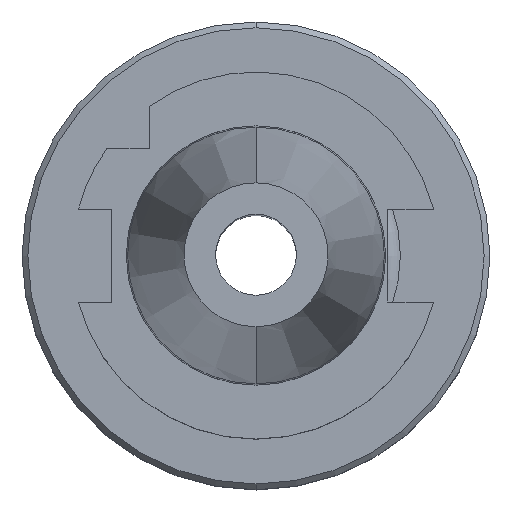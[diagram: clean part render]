
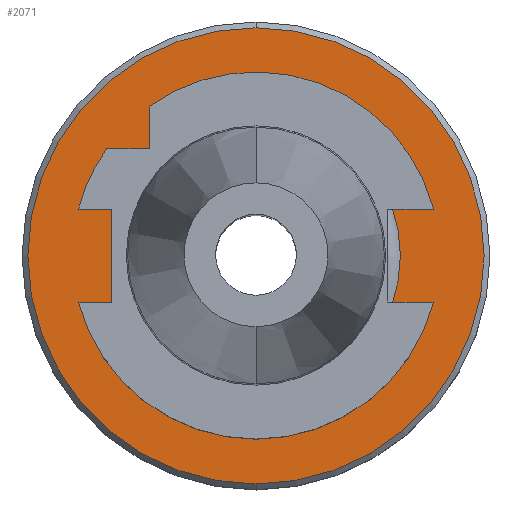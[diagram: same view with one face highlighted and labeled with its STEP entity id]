
A CAD part, top view. The second image highlights one B-rep face of the part: STEP entity #2071.
In plain terms, the highlighted planar face has unit normal (0, 0, 1).
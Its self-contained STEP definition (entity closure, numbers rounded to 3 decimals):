
#997=CARTESIAN_POINT('',(0.,0.,-39.));
#998=DIRECTION('',(0.,0.,1.));
#999=DIRECTION('',(0.,1.,0.));
#1000=AXIS2_PLACEMENT_3D('',#997,#998,#999);
#1005=CARTESIAN_POINT('',(0.,0.,-39.));
#1006=DIRECTION('',(0.,0.,-1.));
#1007=DIRECTION('',(0.,1.,0.));
#1008=AXIS2_PLACEMENT_3D('',#1005,#1006,#1007);
#1021=CARTESIAN_POINT('',(0.,0.,-39.));
#1022=DIRECTION('',(0.,0.,-1.));
#1023=DIRECTION('',(0.,1.,0.));
#1024=AXIS2_PLACEMENT_3D('',#1021,#1022,#1023);
#1037=CARTESIAN_POINT('',(0.,0.,-39.));
#1038=DIRECTION('',(0.,0.,1.));
#1039=DIRECTION('',(0.,1.,0.));
#1040=AXIS2_PLACEMENT_3D('',#1037,#1038,#1039);
#1285=CARTESIAN_POINT('',(0.,39.5,-39.));
#1286=VERTEX_POINT('',#1285);
#1297=CARTESIAN_POINT('',(0.,-39.5,-39.));
#1298=VERTEX_POINT('',#1297);
#1305=CARTESIAN_POINT('',(0.,25.,-39.));
#1306=VERTEX_POINT('',#1305);
#1307=CARTESIAN_POINT('',(0.,-25.,-39.));
#1308=VERTEX_POINT('',#1307);
#2056=CARTESIAN_POINT('',(0.,0.,-39.));
#2057=DIRECTION('',(0.,0.,1.));
#2058=DIRECTION('',(0.,1.,0.));
#2059=AXIS2_PLACEMENT_3D('',#2056,#2057,#2058);
#2060=PLANE('',#2059);
#2061=ORIENTED_EDGE('',*,*,#2049,.F.);
#2062=ORIENTED_EDGE('',*,*,#2038,.T.);
#2063=EDGE_LOOP('',(#2061,#2062));
#2064=FACE_OUTER_BOUND('',#2063,.F.);
#2066=ORIENTED_EDGE('',*,*,#2065,.F.);
#2068=ORIENTED_EDGE('',*,*,#2067,.T.);
#2069=EDGE_LOOP('',(#2066,#2068));
#2070=FACE_BOUND('',#2069,.F.);
#1001=CIRCLE('',#1000,39.5);
#1009=CIRCLE('',#1008,39.5);
#1025=CIRCLE('',#1024,25.);
#1041=CIRCLE('',#1040,25.);
#2038=EDGE_CURVE('',#1286,#1298,#1009,.T.);
#2049=EDGE_CURVE('',#1286,#1298,#1001,.T.);
#2065=EDGE_CURVE('',#1306,#1308,#1025,.T.);
#2067=EDGE_CURVE('',#1306,#1308,#1041,.T.);
#2071=ADVANCED_FACE('',(#2064,#2070),#2060,.T.);
